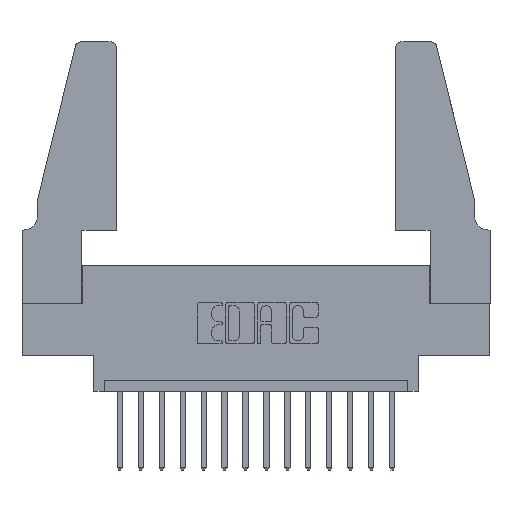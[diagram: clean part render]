
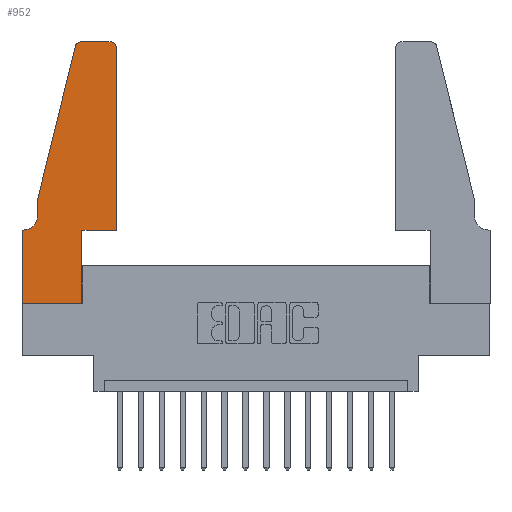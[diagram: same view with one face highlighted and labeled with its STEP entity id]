
A CAD part, top view. The second image highlights one B-rep face of the part: STEP entity #952.
In plain terms, the highlighted planar face has unit normal (0, 0, 1).
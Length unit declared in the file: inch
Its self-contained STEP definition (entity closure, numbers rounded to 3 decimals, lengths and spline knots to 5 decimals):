
#258 = VERTEX_POINT ( 'NONE', #404 ) ;
#404 = CARTESIAN_POINT ( 'NONE',  ( 0., 0., 0.37 ) ) ;
#530 = CARTESIAN_POINT ( 'NONE',  ( 0., 0., 0.37 ) ) ;
#589 = DIRECTION ( 'NONE',  ( 0., 0., 1. ) ) ;
#803 = PLANE ( 'NONE',  #2303 ) ;
#952 = ADVANCED_FACE ( 'NONE', ( #10545 ), #803, .T. ) ;
#1588 = EDGE_CURVE ( 'NONE', #7411, #6805, #3901, .T. ) ;
#1600 = AXIS2_PLACEMENT_3D ( 'NONE', #15114, #5673, #13748 ) ;
#1623 = VERTEX_POINT ( 'NONE', #5952 ) ;
#1624 = VERTEX_POINT ( 'NONE', #8462 ) ;
#1650 = LINE ( 'NONE', #7426, #6492 ) ;
#1778 = CARTESIAN_POINT ( 'NONE',  ( 0.4205, 1.22, 0.37 ) ) ;
#2153 = CARTESIAN_POINT ( 'NONE',  ( 0.4505, 0.35, 0.37 ) ) ;
#2213 = DIRECTION ( 'NONE',  ( 0., 1., 0. ) ) ;
#2303 = AXIS2_PLACEMENT_3D ( 'NONE', #14780, #589, #7106 ) ;
#2660 = CARTESIAN_POINT ( 'NONE',  ( 0.4205, 1.25, 0.37 ) ) ;
#3089 = DIRECTION ( 'NONE',  ( 1., 0., 0. ) ) ;
#3327 = LINE ( 'NONE', #530, #7552 ) ;
#3367 = DIRECTION ( 'NONE',  ( 1., 0., 0. ) ) ;
#3383 = AXIS2_PLACEMENT_3D ( 'NONE', #1778, #13756, #3089 ) ;
#3586 = CARTESIAN_POINT ( 'NONE',  ( 0.284, 1.22, 0.37 ) ) ;
#3599 = VERTEX_POINT ( 'NONE', #16040 ) ;
#3698 = EDGE_CURVE ( 'NONE', #6572, #4206, #14948, .T. ) ;
#3703 = LINE ( 'NONE', #3953, #8908 ) ;
#3901 = CIRCLE ( 'NONE', #3383, 0.03 ) ;
#3953 = CARTESIAN_POINT ( 'NONE',  ( 0.2865, 0.35, 0.37 ) ) ;
#4065 = VECTOR ( 'NONE', #14896, 39.37008 ) ;
#4206 = VERTEX_POINT ( 'NONE', #12347 ) ;
#4337 = ORIENTED_EDGE ( 'NONE', *, *, #14067, .T. ) ;
#4588 = DIRECTION ( 'NONE',  ( 1., 0., 0. ) ) ;
#4596 = LINE ( 'NONE', #4744, #5202 ) ;
#4744 = CARTESIAN_POINT ( 'NONE',  ( 0., 0., 0.37 ) ) ;
#5202 = VECTOR ( 'NONE', #5851, 39.37008 ) ;
#5228 = EDGE_CURVE ( 'NONE', #6805, #14396, #1650, .T. ) ;
#5462 = ORIENTED_EDGE ( 'NONE', *, *, #7090, .T. ) ;
#5673 = DIRECTION ( 'NONE',  ( 0., 0., -1. ) ) ;
#5811 = CARTESIAN_POINT ( 'NONE',  ( 0.284, 1.25, 0.37 ) ) ;
#5851 = DIRECTION ( 'NONE',  ( 1., 0., 0. ) ) ;
#5889 = CARTESIAN_POINT ( 'NONE',  ( 0.4505, 0.35, 0.37 ) ) ;
#5952 = CARTESIAN_POINT ( 'NONE',  ( 0.2865, 0., 0.37 ) ) ;
#6047 = LINE ( 'NONE', #14233, #11086 ) ;
#6396 = EDGE_CURVE ( 'NONE', #12827, #10206, #10700, .T. ) ;
#6492 = VECTOR ( 'NONE', #11158, 39.37008 ) ;
#6572 = VERTEX_POINT ( 'NONE', #9316 ) ;
#6805 = VERTEX_POINT ( 'NONE', #2660 ) ;
#7090 = EDGE_CURVE ( 'NONE', #10206, #3599, #11474, .T. ) ;
#7106 = DIRECTION ( 'NONE',  ( 1., 0., 0. ) ) ;
#7411 = VERTEX_POINT ( 'NONE', #16212 ) ;
#7426 = CARTESIAN_POINT ( 'NONE',  ( 0.2605, 1.25, 0.37 ) ) ;
#7552 = VECTOR ( 'NONE', #8626, 39.37008 ) ;
#7713 = ORIENTED_EDGE ( 'NONE', *, *, #6396, .T. ) ;
#7930 = EDGE_CURVE ( 'NONE', #258, #1623, #4596, .T. ) ;
#8155 = CIRCLE ( 'NONE', #9505, 0.03 ) ;
#8359 = VECTOR ( 'NONE', #10951, 39.37008 ) ;
#8397 = VECTOR ( 'NONE', #2213, 39.37008 ) ;
#8462 = CARTESIAN_POINT ( 'NONE',  ( 0.25487, 1.22718, 0.37 ) ) ;
#8559 = EDGE_LOOP ( 'NONE', ( #15254, #12703, #14475, #7713, #5462, #4337, #13460, #10413, #12578, #12009, #10180, #15415 ) ) ;
#8626 = DIRECTION ( 'NONE',  ( 0., -1., 0. ) ) ;
#8786 = VERTEX_POINT ( 'NONE', #11551 ) ;
#8908 = VECTOR ( 'NONE', #11784, 39.37008 ) ;
#9126 = EDGE_CURVE ( 'NONE', #8786, #258, #3327, .T. ) ;
#9316 = CARTESIAN_POINT ( 'NONE',  ( 0.2865, 0.35, 0.37 ) ) ;
#9505 = AXIS2_PLACEMENT_3D ( 'NONE', #3586, #12250, #4588 ) ;
#10180 = ORIENTED_EDGE ( 'NONE', *, *, #15076, .T. ) ;
#10206 = VERTEX_POINT ( 'NONE', #14808 ) ;
#10210 = EDGE_CURVE ( 'NONE', #1624, #12827, #11421, .T. ) ;
#10413 = ORIENTED_EDGE ( 'NONE', *, *, #7930, .T. ) ;
#10545 = FACE_OUTER_BOUND ( 'NONE', #8559, .T. ) ;
#10700 = LINE ( 'NONE', #14832, #4065 ) ;
#10860 = EDGE_CURVE ( 'NONE', #14396, #1624, #8155, .T. ) ;
#10951 = DIRECTION ( 'NONE',  ( -0.239, -0.971, 0. ) ) ;
#11086 = VECTOR ( 'NONE', #14259, 39.37008 ) ;
#11158 = DIRECTION ( 'NONE',  ( -1., 0., 0. ) ) ;
#11421 = LINE ( 'NONE', #12285, #8359 ) ;
#11474 = CIRCLE ( 'NONE', #1600, 0.07 ) ;
#11551 = CARTESIAN_POINT ( 'NONE',  ( 0., 0.35, 0.37 ) ) ;
#11570 = VECTOR ( 'NONE', #3367, 39.37008 ) ;
#11784 = DIRECTION ( 'NONE',  ( 0., 1., 0. ) ) ;
#12009 = ORIENTED_EDGE ( 'NONE', *, *, #3698, .T. ) ;
#12250 = DIRECTION ( 'NONE',  ( 0., 0., 1. ) ) ;
#12285 = CARTESIAN_POINT ( 'NONE',  ( 0.0755, 0.5, 0.37 ) ) ;
#12347 = CARTESIAN_POINT ( 'NONE',  ( 0.4505, 0.35, 0.37 ) ) ;
#12452 = CARTESIAN_POINT ( 'NONE',  ( 0.0755, 0.5, 0.37 ) ) ;
#12578 = ORIENTED_EDGE ( 'NONE', *, *, #16552, .T. ) ;
#12703 = ORIENTED_EDGE ( 'NONE', *, *, #10860, .T. ) ;
#12827 = VERTEX_POINT ( 'NONE', #12452 ) ;
#13460 = ORIENTED_EDGE ( 'NONE', *, *, #9126, .T. ) ;
#13748 = DIRECTION ( 'NONE',  ( -1., 0., 0. ) ) ;
#13756 = DIRECTION ( 'NONE',  ( 0., 0., 1. ) ) ;
#14067 = EDGE_CURVE ( 'NONE', #3599, #8786, #6047, .T. ) ;
#14233 = CARTESIAN_POINT ( 'NONE',  ( 0.0755, 0.35, 0.37 ) ) ;
#14259 = DIRECTION ( 'NONE',  ( -1., 0., 0. ) ) ;
#14396 = VERTEX_POINT ( 'NONE', #5811 ) ;
#14475 = ORIENTED_EDGE ( 'NONE', *, *, #10210, .T. ) ;
#14780 = CARTESIAN_POINT ( 'NONE',  ( 0., 0.35, 0.37 ) ) ;
#14808 = CARTESIAN_POINT ( 'NONE',  ( 0.0755, 0.42, 0.37 ) ) ;
#14832 = CARTESIAN_POINT ( 'NONE',  ( 0.0755, 0.5, 0.37 ) ) ;
#14896 = DIRECTION ( 'NONE',  ( 0., -1., 0. ) ) ;
#14948 = LINE ( 'NONE', #5889, #11570 ) ;
#15076 = EDGE_CURVE ( 'NONE', #4206, #7411, #15262, .T. ) ;
#15114 = CARTESIAN_POINT ( 'NONE',  ( 0.0055, 0.42, 0.37 ) ) ;
#15254 = ORIENTED_EDGE ( 'NONE', *, *, #5228, .T. ) ;
#15262 = LINE ( 'NONE', #2153, #8397 ) ;
#15415 = ORIENTED_EDGE ( 'NONE', *, *, #1588, .T. ) ;
#16040 = CARTESIAN_POINT ( 'NONE',  ( 0.0055, 0.35, 0.37 ) ) ;
#16212 = CARTESIAN_POINT ( 'NONE',  ( 0.4505, 1.22, 0.37 ) ) ;
#16552 = EDGE_CURVE ( 'NONE', #1623, #6572, #3703, .T. ) ;
